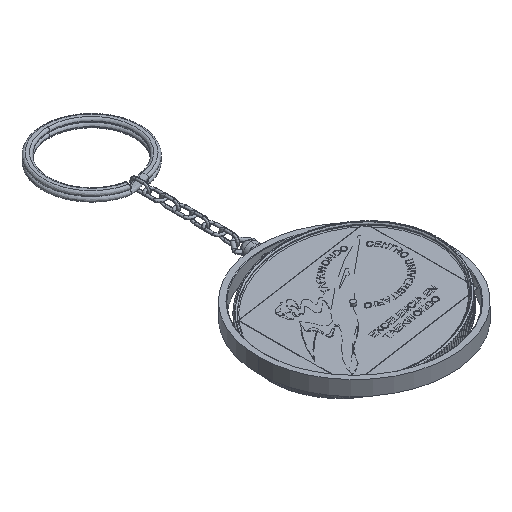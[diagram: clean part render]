
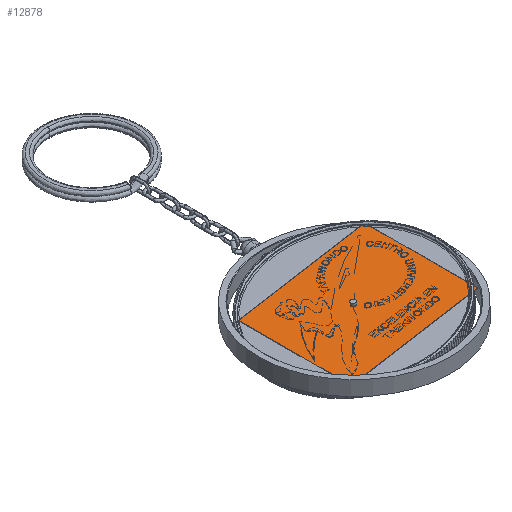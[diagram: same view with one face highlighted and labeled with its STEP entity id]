
A CAD part, isometric view. The second image highlights one B-rep face of the part: STEP entity #12878.
In plain terms, the highlighted free-form (B-spline) face has degree [1, 1] with [2, 2] control points.
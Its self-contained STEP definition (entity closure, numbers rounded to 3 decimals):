
#2656 = VERTEX_POINT('',#2657);
#2657 = CARTESIAN_POINT('',(6.76,0.,
    24.158));
#2662 = EDGE_CURVE('',#2656,#2663,#2665,.T.);
#2663 = VERTEX_POINT('',#2664);
#2664 = CARTESIAN_POINT('',(-14.306,0.,20.607));
#2665 = ( BOUNDED_CURVE() B_SPLINE_CURVE(2,(#2666,#2667,#2668,#2669,
#2670),.UNSPECIFIED.,.F.,.F.) B_SPLINE_CURVE_WITH_KNOTS((3,2,3),(
    3.142,4.712,6.283),
.PIECEWISE_BEZIER_KNOTS.) CURVE() GEOMETRIC_REPRESENTATION_ITEM() 
RATIONAL_B_SPLINE_CURVE((1.,0.707,1.,0.707,1.)) 
REPRESENTATION_ITEM('') );
#2666 = CARTESIAN_POINT('',(6.76,0.,
    24.158));
#2667 = CARTESIAN_POINT('',(6.76,10.682,
    24.158));
#2668 = CARTESIAN_POINT('',(-3.773,10.682,
    22.383));
#2669 = CARTESIAN_POINT('',(-14.306,10.682,
    20.607));
#2670 = CARTESIAN_POINT('',(-14.306,0.,
    20.607));
#12796 = VERTEX_POINT('',#12797);
#12797 = CARTESIAN_POINT('',(-278.347,-264.002,
    -23.907));
#12802 = EDGE_CURVE('',#12803,#12796,#12805,.T.);
#12803 = VERTEX_POINT('',#12804);
#12804 = CARTESIAN_POINT('',(-278.347,244.076,
    -23.907));
#12805 = B_SPLINE_CURVE_WITH_KNOTS('',1,(#12806,#12807),.UNSPECIFIED.,
  .F.,.F.,(2,2),(-483.267,-0.),.PIECEWISE_BEZIER_KNOTS.);
#12806 = CARTESIAN_POINT('',(-278.347,244.076,
    -23.907));
#12807 = CARTESIAN_POINT('',(-278.347,-264.002,
    -23.907));
#12824 = VERTEX_POINT('',#12825);
#12825 = CARTESIAN_POINT('',(291.122,-264.002,
    72.099));
#12830 = EDGE_CURVE('',#12796,#12824,#12831,.T.);
#12831 = B_SPLINE_CURVE_WITH_KNOTS('',1,(#12832,#12833),.UNSPECIFIED.,
  .F.,.F.,(2,2),(0.,549.303),.PIECEWISE_BEZIER_KNOTS.);
#12832 = CARTESIAN_POINT('',(-278.347,-264.002,
    -23.907));
#12833 = CARTESIAN_POINT('',(291.122,-264.002,
    72.099));
#12846 = VERTEX_POINT('',#12847);
#12847 = CARTESIAN_POINT('',(291.122,244.076,
    72.099));
#12852 = EDGE_CURVE('',#12824,#12846,#12853,.T.);
#12853 = B_SPLINE_CURVE_WITH_KNOTS('',1,(#12854,#12855),.UNSPECIFIED.,
  .F.,.F.,(2,2),(0.,483.267),.PIECEWISE_BEZIER_KNOTS.);
#12854 = CARTESIAN_POINT('',(291.122,-264.002,
    72.099));
#12855 = CARTESIAN_POINT('',(291.122,244.076,
    72.099));
#12868 = EDGE_CURVE('',#12846,#12803,#12869,.T.);
#12869 = B_SPLINE_CURVE_WITH_KNOTS('',1,(#12870,#12871),.UNSPECIFIED.,
  .F.,.F.,(2,2),(-549.303,-0.),.PIECEWISE_BEZIER_KNOTS.);
#12870 = CARTESIAN_POINT('',(291.122,244.076,
    72.099));
#12871 = CARTESIAN_POINT('',(-278.347,244.076,
    -23.907));
#12878 = ADVANCED_FACE('',(#12879,#12890),#12896,.F.);
#12879 = FACE_BOUND('',#12880,.T.);
#12880 = EDGE_LOOP('',(#12881,#12889));
#12881 = ORIENTED_EDGE('',*,*,#12882,.F.);
#12882 = EDGE_CURVE('',#2663,#2656,#12883,.T.);
#12883 = ( BOUNDED_CURVE() B_SPLINE_CURVE(2,(#12884,#12885,#12886,#12887
,#12888),.UNSPECIFIED.,.F.,.F.) B_SPLINE_CURVE_WITH_KNOTS((3,2,3),(0.,
1.571,3.142),.PIECEWISE_BEZIER_KNOTS.) CURVE() 
GEOMETRIC_REPRESENTATION_ITEM() RATIONAL_B_SPLINE_CURVE((1.,
0.707,1.,0.707,1.)) REPRESENTATION_ITEM('') );
#12884 = CARTESIAN_POINT('',(-14.306,0.,20.607));
#12885 = CARTESIAN_POINT('',(-14.306,-10.682,
    20.607));
#12886 = CARTESIAN_POINT('',(-3.773,-10.682,
    22.383));
#12887 = CARTESIAN_POINT('',(6.76,-10.682,
    24.158));
#12888 = CARTESIAN_POINT('',(6.76,0.,
    24.158));
#12889 = ORIENTED_EDGE('',*,*,#2662,.F.);
#12890 = FACE_BOUND('',#12891,.T.);
#12891 = EDGE_LOOP('',(#12892,#12893,#12894,#12895));
#12892 = ORIENTED_EDGE('',*,*,#12802,.T.);
#12893 = ORIENTED_EDGE('',*,*,#12830,.T.);
#12894 = ORIENTED_EDGE('',*,*,#12852,.T.);
#12895 = ORIENTED_EDGE('',*,*,#12868,.T.);
#12896 = B_SPLINE_SURFACE_WITH_KNOTS('',1,1,(
    (#12897,#12898)
    ,(#12899,#12900
    )),.UNSPECIFIED.,.F.,.F.,.F.,(2,2),(2,2),(-570.475,
    -21.171),(69.802,553.069),
  .PIECEWISE_BEZIER_KNOTS.);
#12897 = CARTESIAN_POINT('',(291.122,-264.002,
    72.099));
#12898 = CARTESIAN_POINT('',(291.122,244.076,
    72.099));
#12899 = CARTESIAN_POINT('',(-278.347,-264.002,
    -23.907));
#12900 = CARTESIAN_POINT('',(-278.347,244.076,
    -23.907));
